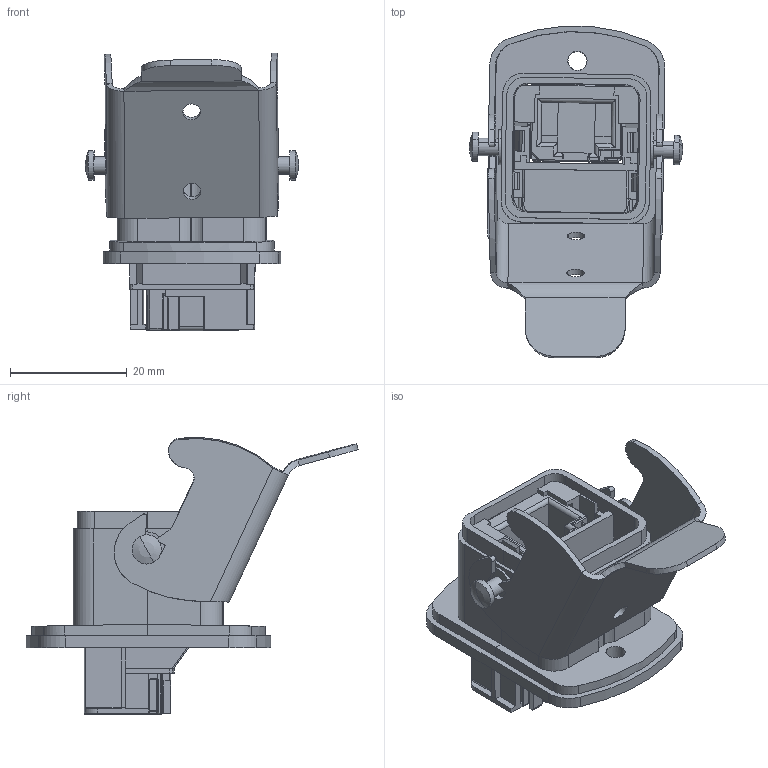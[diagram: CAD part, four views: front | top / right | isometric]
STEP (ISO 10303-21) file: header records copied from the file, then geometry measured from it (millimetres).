
FILE_DESCRIPTION(('CATIA V5 STEP Exchange','CAx-IF Rec.Pracs.--- Model Styling and Organization---1.4--- 2014-01-23'),'2;1');
FILE_NAME ('028581-2_1', '2019-11-20T07:14:55+00:00', ('none'), ('Weidmueller'), 'CATIA Version 5-6 Release 2016 SP3 HF44', 'CATIA V5 STEP AP214', 'none');
FILE_SCHEMA(('AUTOMOTIVE_DESIGN { 1 0 10303 214 1 1 1 1 }'));
Length unit declared in the file: millimetre
Products named in the file (1): 1963510000
Bounding box: 36.5 x 56.8 x 47.48 mm (x, y, z)
Volume: 14625.9 mm3; surface area: 18697.6 mm2
Topology: 5 solids, 5 shells, 706 faces, 1944 edges, 1252 vertices
Faces by surface type: plane 418, cylinder 254, sphere 22, bspline 8, extrusion 4
Entity records: 22190 total; most frequent: CARTESIAN_POINT 5360, ORIENTED_EDGE 3880, DIRECTION 2792, EDGE_CURVE 1940, VECTOR 1417, LINE 1413, VERTEX_POINT 1252, AXIS2_PLACEMENT_3D 847
